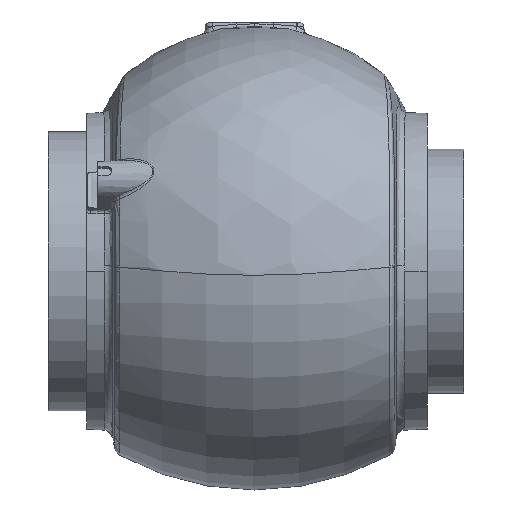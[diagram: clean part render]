
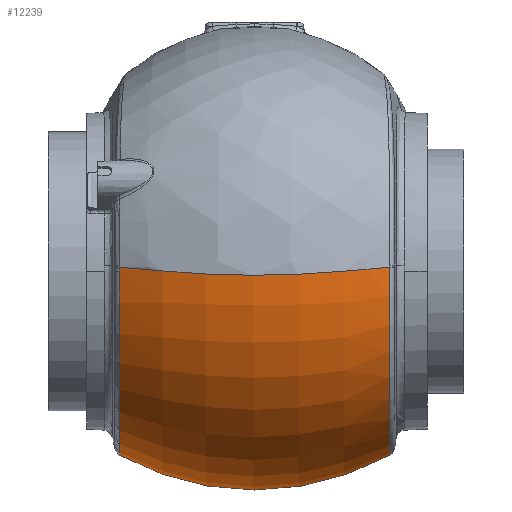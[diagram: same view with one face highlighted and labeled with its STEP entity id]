
A CAD part, left-side view. The second image highlights one B-rep face of the part: STEP entity #12239.
In plain terms, the highlighted toroidal (fillet/blend) face has major radius 17.282 mm and minor radius 80 mm.
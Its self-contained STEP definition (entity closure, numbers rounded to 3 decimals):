
#943 = CIRCLE ( 'NONE', #2926, 80. ) ;
#1167 = CIRCLE ( 'NONE', #9842, 52.735 ) ;
#2260 = EDGE_CURVE ( 'NONE', #6766, #14367, #12517, .T. ) ;
#2634 = CIRCLE ( 'NONE', #4625, 52.735 ) ;
#2886 = DIRECTION ( 'NONE',  ( 0., -1., 0. ) ) ;
#2902 = CARTESIAN_POINT ( 'NONE',  ( 20., 0., 605. ) ) ;
#2926 = AXIS2_PLACEMENT_3D ( 'NONE', #3455, #3524, #4848 ) ;
#3295 = EDGE_CURVE ( 'NONE', #14572, #12241, #943, .T. ) ;
#3372 = CARTESIAN_POINT ( 'NONE',  ( -42.251, 10.494, 604.011 ) ) ;
#3451 = CARTESIAN_POINT ( 'NONE',  ( 20., -38.698, 605. ) ) ;
#3455 = CARTESIAN_POINT ( 'NONE',  ( 20., 0., 622.282 ) ) ;
#3524 = DIRECTION ( 'NONE',  ( 1., 0., 0. ) ) ;
#3841 = DIRECTION ( 'NONE',  ( 0., -1., 0. ) ) ;
#3988 = DIRECTION ( 'NONE',  ( 0., 1., 0. ) ) ;
#4249 = CARTESIAN_POINT ( 'NONE',  ( -34.173, -36.085, 605.95 ) ) ;
#4477 = CARTESIAN_POINT ( 'NONE',  ( -36.993, 30.246, 605.411 ) ) ;
#4625 = AXIS2_PLACEMENT_3D ( 'NONE', #8951, #2886, #8711 ) ;
#4848 = DIRECTION ( 'NONE',  ( 0., 0., -1. ) ) ;
#5419 = CARTESIAN_POINT ( 'NONE',  ( -36.998, -30.248, 605.415 ) ) ;
#5713 = EDGE_CURVE ( 'NONE', #8688, #12241, #10336, .T. ) ;
#5814 = ORIENTED_EDGE ( 'NONE', *, *, #5713, .T. ) ;
#6451 = CARTESIAN_POINT ( 'NONE',  ( 20., -38.698, 552.265 ) ) ;
#6766 = VERTEX_POINT ( 'NONE', #7493 ) ;
#7222 = EDGE_CURVE ( 'NONE', #14572, #14367, #1167, .T. ) ;
#7329 = AXIS2_PLACEMENT_3D ( 'NONE', #2902, #3988, #13697 ) ;
#7493 = CARTESIAN_POINT ( 'NONE',  ( -32.722, 38.698, 606.174 ) ) ;
#7637 = CARTESIAN_POINT ( 'NONE',  ( 20., 38.698, 552.265 ) ) ;
#7892 = CARTESIAN_POINT ( 'NONE',  ( -32.722, -38.699, 606.174 ) ) ;
#8576 = TOROIDAL_SURFACE ( 'NONE', #7329, -17.282, 80. ) ;
#8579 = DIRECTION ( 'NONE',  ( 1., 0., 0. ) ) ;
#8688 = VERTEX_POINT ( 'NONE', #14927 ) ;
#8711 = DIRECTION ( 'NONE',  ( 1., 0., 0. ) ) ;
#8801 = FACE_OUTER_BOUND ( 'NONE', #15354, .T. ) ;
#8951 = CARTESIAN_POINT ( 'NONE',  ( 20., 38.698, 605. ) ) ;
#9057 = CARTESIAN_POINT ( 'NONE',  ( -42.936, 0., 603.795 ) ) ;
#9211 = CARTESIAN_POINT ( 'NONE',  ( -42.251, -10.494, 604.011 ) ) ;
#9234 = ORIENTED_EDGE ( 'NONE', *, *, #13390, .T. ) ;
#9279 = CARTESIAN_POINT ( 'NONE',  ( -40.205, 20.793, 604.61 ) ) ;
#9842 = AXIS2_PLACEMENT_3D ( 'NONE', #3451, #14002, #11973 ) ;
#10336 = CIRCLE ( 'NONE', #15041, 52.735 ) ;
#10975 = CARTESIAN_POINT ( 'NONE',  ( 20., 38.698, 605. ) ) ;
#11973 = DIRECTION ( 'NONE',  ( 0., 0., 1. ) ) ;
#12058 = ORIENTED_EDGE ( 'NONE', *, *, #3295, .F. ) ;
#12239 = ADVANCED_FACE ( 'NONE', ( #8801 ), #8576, .T. ) ;
#12241 = VERTEX_POINT ( 'NONE', #7637 ) ;
#12517 = B_SPLINE_CURVE_WITH_KNOTS ( 'NONE', 3,
 ( #14713, #15103, #4477, #9279, #3372, #9057, #9211, #14005, #5419, #4249, #7892 ),
 .UNSPECIFIED., .F., .F.,
 ( 4, 1, 1, 1, 1, 1, 1, 1, 4 ),
 ( 0., 0.111, 0.241, 0.37, 0.5, 0.63, 0.759, 0.889, 1. ),
 .UNSPECIFIED. ) ;
#13390 = EDGE_CURVE ( 'NONE', #6766, #8688, #2634, .T. ) ;
#13657 = ORIENTED_EDGE ( 'NONE', *, *, #2260, .F. ) ;
#13697 = DIRECTION ( 'NONE',  ( 0., 0., 1. ) ) ;
#14002 = DIRECTION ( 'NONE',  ( 0., 1., 0. ) ) ;
#14005 = CARTESIAN_POINT ( 'NONE',  ( -40.204, -20.793, 604.609 ) ) ;
#14367 = VERTEX_POINT ( 'NONE', #14421 ) ;
#14421 = CARTESIAN_POINT ( 'NONE',  ( -32.722, -38.699, 606.174 ) ) ;
#14572 = VERTEX_POINT ( 'NONE', #6451 ) ;
#14713 = CARTESIAN_POINT ( 'NONE',  ( -32.722, 38.698, 606.174 ) ) ;
#14899 = ORIENTED_EDGE ( 'NONE', *, *, #7222, .T. ) ;
#14927 = CARTESIAN_POINT ( 'NONE',  ( -32.735, 38.698, 605. ) ) ;
#15041 = AXIS2_PLACEMENT_3D ( 'NONE', #10975, #3841, #8579 ) ;
#15103 = CARTESIAN_POINT ( 'NONE',  ( -34.172, 36.084, 605.949 ) ) ;
#15354 = EDGE_LOOP ( 'NONE', ( #12058, #14899, #13657, #9234, #5814 ) ) ;
